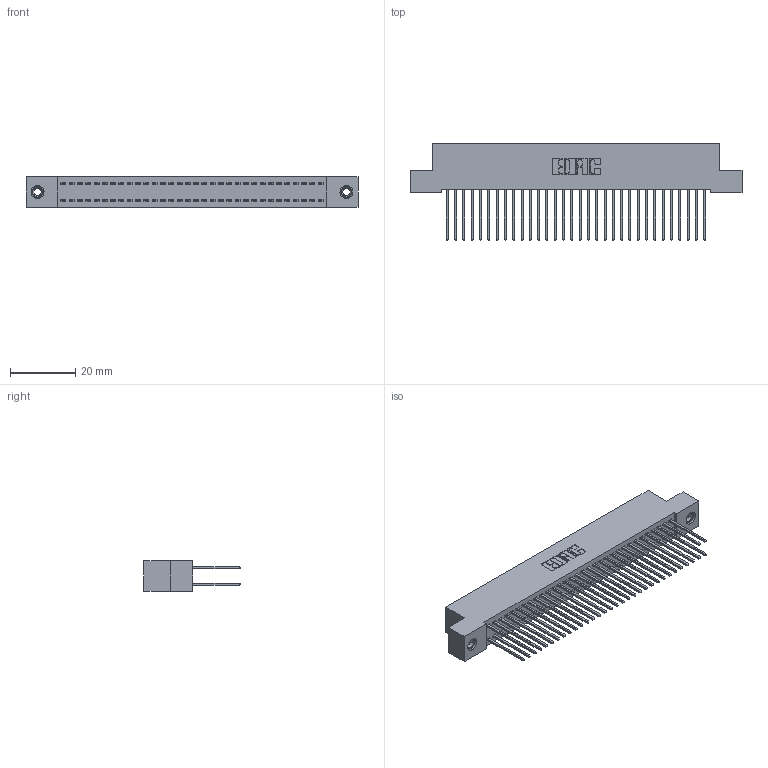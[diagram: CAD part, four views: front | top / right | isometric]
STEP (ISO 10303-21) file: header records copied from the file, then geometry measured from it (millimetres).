
FILE_DESCRIPTION (( 'STEP AP203' ), '1' );
FILE_NAME ('392-064-540-208.STEP', '2018-08-17T21:39:02', ( '' ), ( '' ), 'SwSTEP 2.0', 'SolidWorks 2016', '' );
FILE_SCHEMA (( 'CONFIG_CONTROL_DESIGN' ));
Length unit declared in the file: inch
Products named in the file (4): 342 Part_TI; 345-292-001_345-293-140; 345-250-001_345-250-003-102; 392-064-540-208
Assembly tree (67 placements, depth 2):
  392-064-540-208
    342 Part_TI
    345-292-001_345-293-140  x64
    345-250-001_345-250-003-102  x2
Bounding box: 101.6 x 29.47 x 9.4 mm (x, y, z)
Volume: 9318.4 mm3; surface area: 16010.4 mm2
Topology: 67 solids, 67 shells, 3498 faces, 10355 edges, 6810 vertices
Faces by surface type: plane 2402, cylinder 1080, cone 12, torus 4
Entity records: 22952 total; most frequent: CARTESIAN_POINT 3797, ORIENTED_EDGE 3726, DIRECTION 3293, EDGE_CURVE 1863, LINE 1715, VECTOR 1715, VERTEX_POINT 1236, AXIS2_PLACEMENT_3D 789
